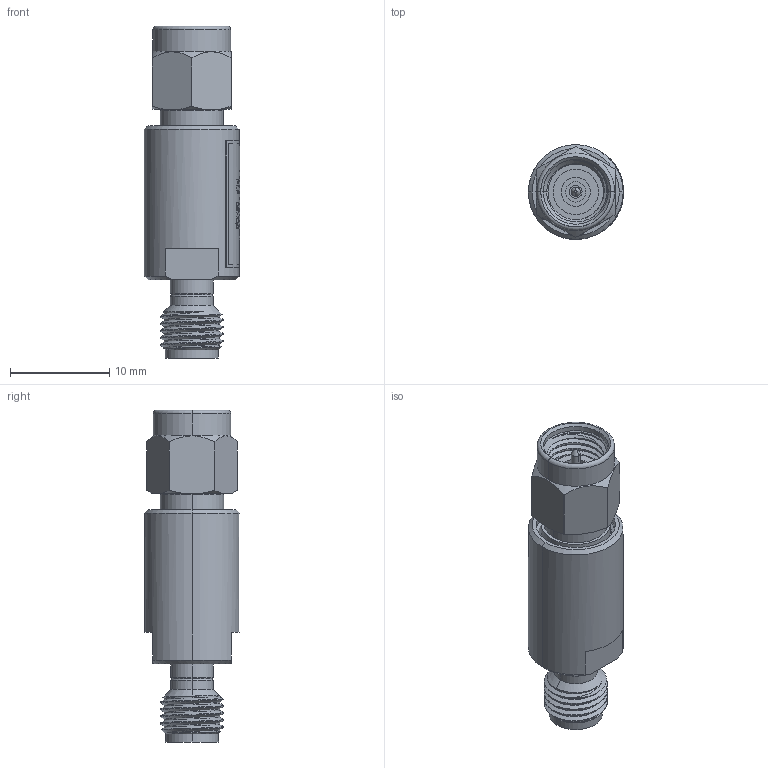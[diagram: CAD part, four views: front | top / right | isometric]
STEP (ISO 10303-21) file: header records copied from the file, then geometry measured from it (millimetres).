
FILE_DESCRIPTION (( 'STEP AP214' ), '1' );
FILE_NAME ('LM-818-C3-1 STEP.STEP', '2023-12-20T14:32:32', ( '' ), ( '' ), 'SwSTEP 2.0', 'SolidWorks 2023', '' );
FILE_SCHEMA (( 'AUTOMOTIVE_DESIGN' ));
Length unit declared in the file: inch
Products named in the file (3): 27246960 LABEL MDL; LM-818-C3-1 STEP; Cover on Housing
Assembly tree (2 placements, depth 2):
  LM-818-C3-1 STEP
    Cover on Housing
    27246960 LABEL MDL
Bounding box: 9.58 x 9.53 x 33.38 mm (x, y, z)
Volume: 1208.7 mm3; surface area: 2859.2 mm2
Topology: 14 solids, 14 shells, 355 faces, 1109 edges, 840 vertices
Faces by surface type: cylinder 198, plane 76, cone 59, bspline 12, torus 6, sphere 4
Entity records: 19580 total; most frequent: CARTESIAN_POINT 9804, ORIENTED_EDGE 2202, DIRECTION 1725, EDGE_CURVE 1101, VERTEX_POINT 838, AXIS2_PLACEMENT_3D 696, EDGE_LOOP 437, B_SPLINE_CURVE_WITH_KNOTS 358
